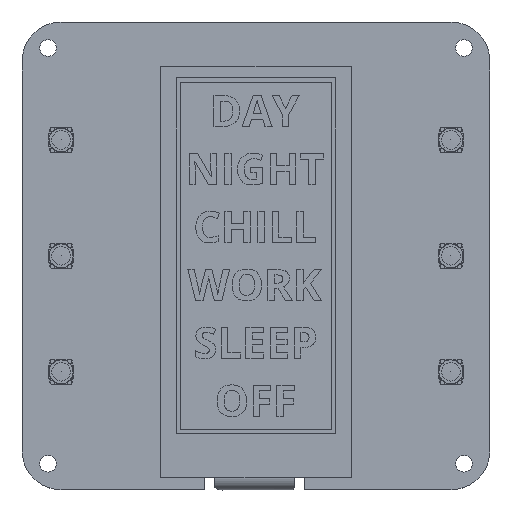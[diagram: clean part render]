
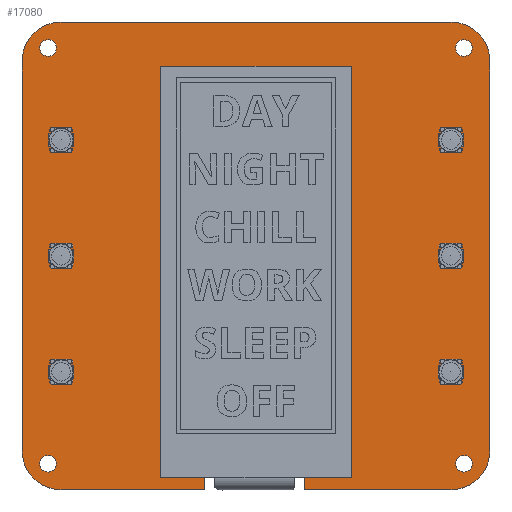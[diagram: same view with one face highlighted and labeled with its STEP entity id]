
A CAD part, top view. The second image highlights one B-rep face of the part: STEP entity #17080.
In plain terms, the highlighted planar face has unit normal (0, 0, 1).
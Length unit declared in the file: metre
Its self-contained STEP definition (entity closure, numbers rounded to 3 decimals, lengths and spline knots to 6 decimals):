
#737=CIRCLE('',#18975,0.0016);
#738=CIRCLE('',#18976,0.0016);
#739=CIRCLE('',#18977,0.0016);
#740=CIRCLE('',#18978,0.0016);
#741=CIRCLE('',#18979,0.0075);
#742=CIRCLE('',#18980,0.0075);
#743=CIRCLE('',#18981,0.0075);
#744=CIRCLE('',#18982,0.0075);
#2478=ORIENTED_EDGE('',*,*,#6796,.F.);
#2479=ORIENTED_EDGE('',*,*,#6797,.F.);
#2480=ORIENTED_EDGE('',*,*,#6798,.F.);
#2481=ORIENTED_EDGE('',*,*,#6799,.F.);
#2482=ORIENTED_EDGE('',*,*,#6800,.F.);
#2483=ORIENTED_EDGE('',*,*,#6801,.T.);
#2484=ORIENTED_EDGE('',*,*,#6802,.T.);
#2485=ORIENTED_EDGE('',*,*,#6803,.F.);
#2486=ORIENTED_EDGE('',*,*,#6780,.F.);
#2487=ORIENTED_EDGE('',*,*,#6804,.T.);
#2488=ORIENTED_EDGE('',*,*,#6805,.F.);
#2489=ORIENTED_EDGE('',*,*,#6806,.T.);
#2490=ORIENTED_EDGE('',*,*,#6807,.T.);
#2491=ORIENTED_EDGE('',*,*,#6808,.T.);
#2492=ORIENTED_EDGE('',*,*,#6809,.T.);
#2493=ORIENTED_EDGE('',*,*,#6810,.T.);
#6780=EDGE_CURVE('',#9171,#9169,#10855,.T.);
#6796=EDGE_CURVE('',#9186,#9186,#737,.T.);
#6797=EDGE_CURVE('',#9187,#9187,#738,.T.);
#6798=EDGE_CURVE('',#9188,#9188,#739,.T.);
#6799=EDGE_CURVE('',#9189,#9189,#740,.T.);
#6800=EDGE_CURVE('',#9190,#9191,#10863,.T.);
#6801=EDGE_CURVE('',#9190,#9192,#10864,.T.);
#6802=EDGE_CURVE('',#9192,#9193,#10865,.T.);
#6803=EDGE_CURVE('',#9169,#9193,#10866,.T.);
#6804=EDGE_CURVE('',#9171,#9194,#741,.T.);
#6805=EDGE_CURVE('',#9195,#9194,#10867,.T.);
#6806=EDGE_CURVE('',#9195,#9196,#742,.T.);
#6807=EDGE_CURVE('',#9196,#9197,#10868,.T.);
#6808=EDGE_CURVE('',#9197,#9198,#743,.T.);
#6809=EDGE_CURVE('',#9198,#9199,#10869,.T.);
#6810=EDGE_CURVE('',#9199,#9191,#744,.T.);
#9169=VERTEX_POINT('',#25328);
#9171=VERTEX_POINT('',#25332);
#9186=VERTEX_POINT('',#25366);
#9187=VERTEX_POINT('',#25368);
#9188=VERTEX_POINT('',#25370);
#9189=VERTEX_POINT('',#25372);
#9190=VERTEX_POINT('',#25374);
#9191=VERTEX_POINT('',#25375);
#9192=VERTEX_POINT('',#25377);
#9193=VERTEX_POINT('',#25379);
#9194=VERTEX_POINT('',#25382);
#9195=VERTEX_POINT('',#25384);
#9196=VERTEX_POINT('',#25386);
#9197=VERTEX_POINT('',#25388);
#9198=VERTEX_POINT('',#25390);
#9199=VERTEX_POINT('',#25392);
#10855=LINE('',#25333,#12783);
#10863=LINE('',#25373,#12791);
#10864=LINE('',#25376,#12792);
#10865=LINE('',#25378,#12793);
#10866=LINE('',#25380,#12794);
#10867=LINE('',#25383,#12795);
#10868=LINE('',#25387,#12796);
#10869=LINE('',#25391,#12797);
#12783=VECTOR('',#20788,1.);
#12791=VECTOR('',#20824,1.);
#12792=VECTOR('',#20825,1.);
#12793=VECTOR('',#20826,1.);
#12794=VECTOR('',#20827,1.);
#12795=VECTOR('',#20830,1.);
#12796=VECTOR('',#20833,1.);
#12797=VECTOR('',#20836,1.);
#14448=EDGE_LOOP('',(#2478));
#14449=EDGE_LOOP('',(#2479));
#14450=EDGE_LOOP('',(#2480));
#14451=EDGE_LOOP('',(#2481));
#14452=EDGE_LOOP('',(#2482,#2483,#2484,#2485,#2486,#2487,#2488,#2489,#2490,
#2491,#2492,#2493));
#15406=FACE_BOUND('',#14448,.T.);
#15407=FACE_BOUND('',#14449,.T.);
#15408=FACE_BOUND('',#14450,.T.);
#15409=FACE_BOUND('',#14451,.T.);
#15410=FACE_BOUND('',#14452,.T.);
#16256=PLANE('',#18974);
#17080=ADVANCED_FACE('',(#15406,#15407,#15408,#15409,#15410),#16256,.T.);
#18974=AXIS2_PLACEMENT_3D('',#25364,#20814,#20815);
#18975=AXIS2_PLACEMENT_3D('',#25365,#20816,#20817);
#18976=AXIS2_PLACEMENT_3D('',#25367,#20818,#20819);
#18977=AXIS2_PLACEMENT_3D('',#25369,#20820,#20821);
#18978=AXIS2_PLACEMENT_3D('',#25371,#20822,#20823);
#18979=AXIS2_PLACEMENT_3D('',#25381,#20828,#20829);
#18980=AXIS2_PLACEMENT_3D('',#25385,#20831,#20832);
#18981=AXIS2_PLACEMENT_3D('',#25389,#20834,#20835);
#18982=AXIS2_PLACEMENT_3D('',#25393,#20837,#20838);
#20788=DIRECTION('',(-1.,0.,0.));
#20814=DIRECTION('',(0.,0.,1.));
#20815=DIRECTION('',(1.,0.,0.));
#20816=DIRECTION('',(0.,0.,1.));
#20817=DIRECTION('',(1.,0.,0.));
#20818=DIRECTION('',(0.,0.,1.));
#20819=DIRECTION('',(1.,0.,0.));
#20820=DIRECTION('',(0.,0.,1.));
#20821=DIRECTION('',(1.,0.,0.));
#20822=DIRECTION('',(0.,0.,1.));
#20823=DIRECTION('',(1.,0.,0.));
#20824=DIRECTION('',(-1.,0.,0.));
#20825=DIRECTION('',(0.,1.,0.));
#20826=DIRECTION('',(1.,0.,0.));
#20827=DIRECTION('',(0.,1.,0.));
#20828=DIRECTION('',(0.,0.,1.));
#20829=DIRECTION('',(1.,0.,0.));
#20830=DIRECTION('',(0.,-1.,0.));
#20831=DIRECTION('',(0.,0.,1.));
#20832=DIRECTION('',(1.,0.,0.));
#20833=DIRECTION('',(-1.,0.,0.));
#20834=DIRECTION('',(0.,0.,1.));
#20835=DIRECTION('',(1.,0.,0.));
#20836=DIRECTION('',(0.,-1.,0.));
#20837=DIRECTION('',(0.,0.,1.));
#20838=DIRECTION('',(1.,0.,0.));
#25328=CARTESIAN_POINT('',(0.00938,-0.045,0.));
#25332=CARTESIAN_POINT('',(0.0375,-0.045,0.));
#25333=CARTESIAN_POINT('',(0.,-0.045,0.));
#25364=CARTESIAN_POINT('',(0.,0.,0.));
#25365=CARTESIAN_POINT('',(0.04,-0.04,0.));
#25366=CARTESIAN_POINT('',(0.0416,-0.04,0.));
#25367=CARTESIAN_POINT('',(-0.04,-0.04,0.));
#25368=CARTESIAN_POINT('',(-0.0384,-0.04,0.));
#25369=CARTESIAN_POINT('',(0.04,0.04,0.));
#25370=CARTESIAN_POINT('',(0.0416,0.04,0.));
#25371=CARTESIAN_POINT('',(-0.04,0.04,0.));
#25372=CARTESIAN_POINT('',(-0.0384,0.04,0.));
#25373=CARTESIAN_POINT('',(0.,-0.045,0.));
#25374=CARTESIAN_POINT('',(-0.00993,-0.045,0.));
#25375=CARTESIAN_POINT('',(-0.0375,-0.045,0.));
#25376=CARTESIAN_POINT('',(-0.00993,-0.043775,0.));
#25377=CARTESIAN_POINT('',(-0.00993,-0.04255,0.));
#25378=CARTESIAN_POINT('',(-0.000275,-0.04255,0.));
#25379=CARTESIAN_POINT('',(0.00938,-0.04255,0.));
#25380=CARTESIAN_POINT('',(0.00938,-0.043775,0.));
#25381=CARTESIAN_POINT('',(0.0375,-0.0375,0.));
#25382=CARTESIAN_POINT('',(0.045,-0.0375,0.));
#25383=CARTESIAN_POINT('',(0.045,0.,0.));
#25384=CARTESIAN_POINT('',(0.045,0.0375,0.));
#25385=CARTESIAN_POINT('',(0.0375,0.0375,0.));
#25386=CARTESIAN_POINT('',(0.0375,0.045,0.));
#25387=CARTESIAN_POINT('',(0.,0.045,0.));
#25388=CARTESIAN_POINT('',(-0.0375,0.045,0.));
#25389=CARTESIAN_POINT('',(-0.0375,0.0375,0.));
#25390=CARTESIAN_POINT('',(-0.045,0.0375,0.));
#25391=CARTESIAN_POINT('',(-0.045,0.,0.));
#25392=CARTESIAN_POINT('',(-0.045,-0.0375,0.));
#25393=CARTESIAN_POINT('',(-0.0375,-0.0375,0.));
